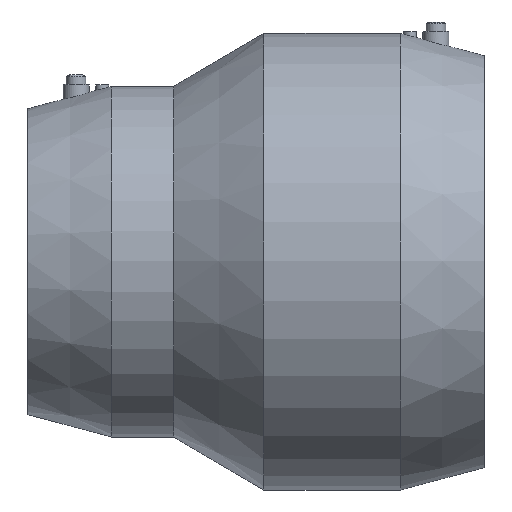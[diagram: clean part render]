
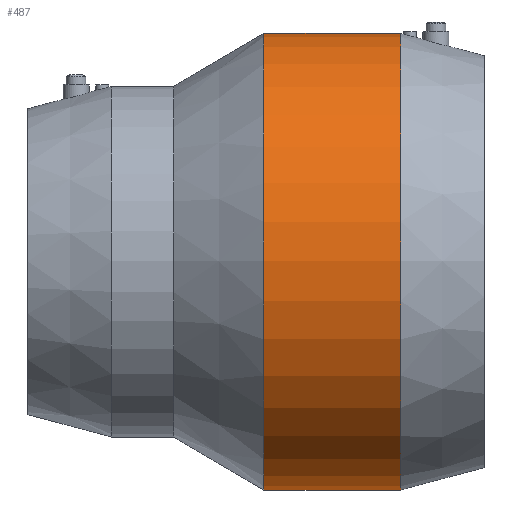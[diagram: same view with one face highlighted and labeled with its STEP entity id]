
A CAD part, top view. The second image highlights one B-rep face of the part: STEP entity #487.
In plain terms, the highlighted cylindrical face has radius 140 mm (diameter 280 mm), a partial arc.
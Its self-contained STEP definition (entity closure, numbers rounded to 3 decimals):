
#487 = ADVANCED_FACE( '', ( #1121 ), #1122, .T. );
#503 = EDGE_CURVE( '', #801, #603, #1141, .T. );
#513 = EDGE_CURVE( '', #663, #679, #1151, .T. );
#603 = VERTEX_POINT( '', #1252 );
#605 = EDGE_CURVE( '', #663, #801, #1254, .T. );
#645 = EDGE_CURVE( '', #603, #679, #1299, .T. );
#663 = VERTEX_POINT( '', #1321 );
#679 = VERTEX_POINT( '', #1338 );
#801 = VERTEX_POINT( '', #1475 );
#1121 = FACE_OUTER_BOUND( '', #1929, .T. );
#1122 = CYLINDRICAL_SURFACE( '', #1930, 140. );
#1141 = CIRCLE( '', #1953, 140. );
#1151 = CIRCLE( '', #1969, 140. );
#1252 = CARTESIAN_POINT( '', ( 62.684, 140., 0. ) );
#1254 = LINE( '', #2151, #2152 );
#1299 = LINE( '', #2246, #2247 );
#1321 = CARTESIAN_POINT( '', ( -21.258, -140., 0. ) );
#1338 = CARTESIAN_POINT( '', ( -21.258, 140., 0. ) );
#1475 = CARTESIAN_POINT( '', ( 62.684, -140., 0. ) );
#1929 = EDGE_LOOP( '', ( #3008, #3009, #3010, #3011 ) );
#1930 = AXIS2_PLACEMENT_3D( '', #3012, #3013, #3014 );
#1953 = AXIS2_PLACEMENT_3D( '', #3040, #3041, #3042 );
#1969 = AXIS2_PLACEMENT_3D( '', #3053, #3054, #3055 );
#2151 = CARTESIAN_POINT( '', ( 20.713, -140., 0. ) );
#2152 = VECTOR( '', #3176, 1. );
#2246 = CARTESIAN_POINT( '', ( 20.713, 140., 0. ) );
#2247 = VECTOR( '', #3239, 1. );
#3008 = ORIENTED_EDGE( '', *, *, #645, .T. );
#3009 = ORIENTED_EDGE( '', *, *, #513, .F. );
#3010 = ORIENTED_EDGE( '', *, *, #605, .T. );
#3011 = ORIENTED_EDGE( '', *, *, #503, .T. );
#3012 = CARTESIAN_POINT( '', ( 20.713, 0., 0. ) );
#3013 = DIRECTION( '', ( 1., 0., 0. ) );
#3014 = DIRECTION( '', ( 0., 1., 0. ) );
#3040 = CARTESIAN_POINT( '', ( 62.684, 0., 0. ) );
#3041 = DIRECTION( '', ( -1., 0., 0. ) );
#3042 = DIRECTION( '', ( 0., 1., 0. ) );
#3053 = CARTESIAN_POINT( '', ( -21.258, 0., 0. ) );
#3054 = DIRECTION( '', ( -1., 0., 0. ) );
#3055 = DIRECTION( '', ( 0., 1., 0. ) );
#3176 = DIRECTION( '', ( 1., 0., 0. ) );
#3239 = DIRECTION( '', ( -1., 0., 0. ) );
